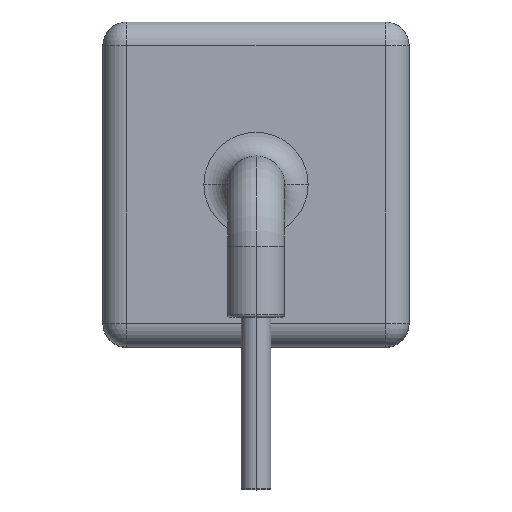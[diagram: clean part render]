
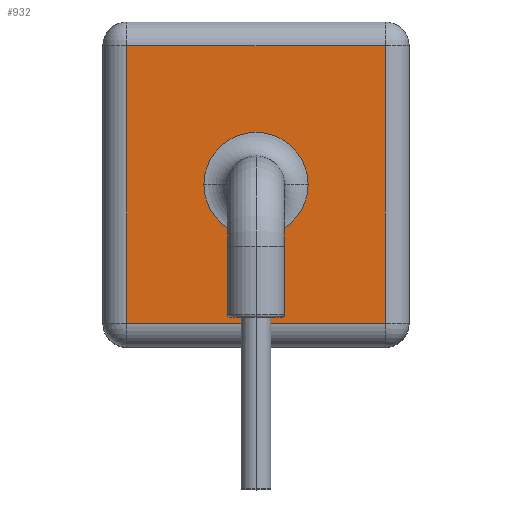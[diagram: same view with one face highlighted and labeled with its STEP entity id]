
A CAD part, top view. The second image highlights one B-rep face of the part: STEP entity #932.
In plain terms, the highlighted planar face has unit normal (0, 0, 1).
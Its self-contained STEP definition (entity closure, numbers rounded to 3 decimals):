
#209 = AXIS2_PLACEMENT_3D ( 'NONE', #1238, #1239, #1240 ) ;
#212 = AXIS2_PLACEMENT_3D ( 'NONE', #1247, #1248, #1249 ) ;
#217 = VECTOR ( 'NONE', #1265, 1000. ) ;
#218 = VECTOR ( 'NONE', #1268, 1000. ) ;
#219 = VECTOR ( 'NONE', #1271, 1000. ) ;
#220 = VECTOR ( 'NONE', #1274, 1000. ) ;
#330 = ORIENTED_EDGE ( 'NONE', *, *, #1039, .T. ) ;
#331 = ORIENTED_EDGE ( 'NONE', *, *, #1036, .T. ) ;
#332 = ORIENTED_EDGE ( 'NONE', *, *, #1045, .T. ) ;
#333 = ORIENTED_EDGE ( 'NONE', *, *, #1046, .T. ) ;
#334 = ORIENTED_EDGE ( 'NONE', *, *, #1044, .T. ) ;
#335 = ORIENTED_EDGE ( 'NONE', *, *, #1047, .T. ) ;
#367 = EDGE_LOOP ( 'NONE', ( #330, #331 ) ) ;
#401 = EDGE_LOOP ( 'NONE', ( #332, #334, #333, #335 ) ) ;
#557 = PLANE ( 'NONE',  #836 ) ;
#558 = CARTESIAN_POINT ( 'NONE',  ( 0., 0., 7.3 ) ) ;
#559 = DIRECTION ( 'NONE',  ( 0., 0., -1. ) ) ;
#560 = DIRECTION ( 'NONE',  ( -1., 0., 0. ) ) ;
#835 = FACE_BOUND ( 'NONE', #367, .T. ) ;
#836 = AXIS2_PLACEMENT_3D ( 'NONE', #558, #559, #560 ) ;
#838 = FACE_OUTER_BOUND ( 'NONE', #401, .T. ) ;
#932 = ADVANCED_FACE ( 'NONE', ( #835, #838 ), #557, .F. ) ;
#1036 = EDGE_CURVE ( 'NONE', #1507, #1508, #1177, .T. ) ;
#1039 = EDGE_CURVE ( 'NONE', #1508, #1507, #1180, .T. ) ;
#1044 = EDGE_CURVE ( 'NONE', #1510, #1511, #1263, .T. ) ;
#1045 = EDGE_CURVE ( 'NONE', #1509, #1510, #1266, .T. ) ;
#1046 = EDGE_CURVE ( 'NONE', #1511, #1512, #1269, .T. ) ;
#1047 = EDGE_CURVE ( 'NONE', #1512, #1509, #1272, .T. ) ;
#1177 = CIRCLE ( 'NONE', #209, 2.199 ) ;
#1180 = CIRCLE ( 'NONE', #212, 2.199 ) ;
#1238 = CARTESIAN_POINT ( 'NONE',  ( 0., 0., 7.3 ) ) ;
#1239 = DIRECTION ( 'NONE',  ( 0., 0., -1. ) ) ;
#1240 = DIRECTION ( 'NONE',  ( -1., 0., 0. ) ) ;
#1247 = CARTESIAN_POINT ( 'NONE',  ( 0., 0., 7.3 ) ) ;
#1248 = DIRECTION ( 'NONE',  ( 0., 0., -1. ) ) ;
#1249 = DIRECTION ( 'NONE',  ( -1., 0., 0. ) ) ;
#1263 = LINE ( 'NONE', #1264, #217 ) ;
#1264 = CARTESIAN_POINT ( 'NONE',  ( -5.46, 0., 7.3 ) ) ;
#1265 = DIRECTION ( 'NONE',  ( 0., -1., 0. ) ) ;
#1266 = LINE ( 'NONE', #1267, #218 ) ;
#1267 = CARTESIAN_POINT ( 'NONE',  ( 0., 5.86, 7.3 ) ) ;
#1268 = DIRECTION ( 'NONE',  ( -1., 0., 0. ) ) ;
#1269 = LINE ( 'NONE', #1270, #219 ) ;
#1270 = CARTESIAN_POINT ( 'NONE',  ( 0., -5.86, 7.3 ) ) ;
#1271 = DIRECTION ( 'NONE',  ( 1., 0., 0. ) ) ;
#1272 = LINE ( 'NONE', #1273, #220 ) ;
#1273 = CARTESIAN_POINT ( 'NONE',  ( 5.46, 0., 7.3 ) ) ;
#1274 = DIRECTION ( 'NONE',  ( 0., 1., 0. ) ) ;
#1507 = VERTEX_POINT ( 'NONE', #1836 ) ;
#1508 = VERTEX_POINT ( 'NONE', #1837 ) ;
#1509 = VERTEX_POINT ( 'NONE', #1838 ) ;
#1510 = VERTEX_POINT ( 'NONE', #1839 ) ;
#1511 = VERTEX_POINT ( 'NONE', #1840 ) ;
#1512 = VERTEX_POINT ( 'NONE', #1841 ) ;
#1836 = CARTESIAN_POINT ( 'NONE',  ( 2.199, 0., 7.3 ) ) ;
#1837 = CARTESIAN_POINT ( 'NONE',  ( -2.199, 0., 7.3 ) ) ;
#1838 = CARTESIAN_POINT ( 'NONE',  ( 5.46, 5.86, 7.3 ) ) ;
#1839 = CARTESIAN_POINT ( 'NONE',  ( -5.46, 5.86, 7.3 ) ) ;
#1840 = CARTESIAN_POINT ( 'NONE',  ( -5.46, -5.86, 7.3 ) ) ;
#1841 = CARTESIAN_POINT ( 'NONE',  ( 5.46, -5.86, 7.3 ) ) ;
